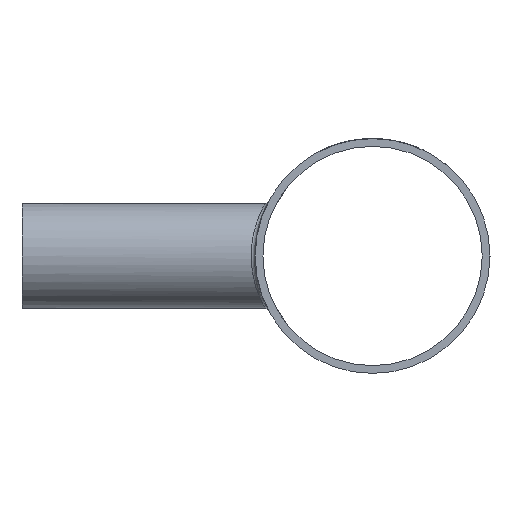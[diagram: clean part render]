
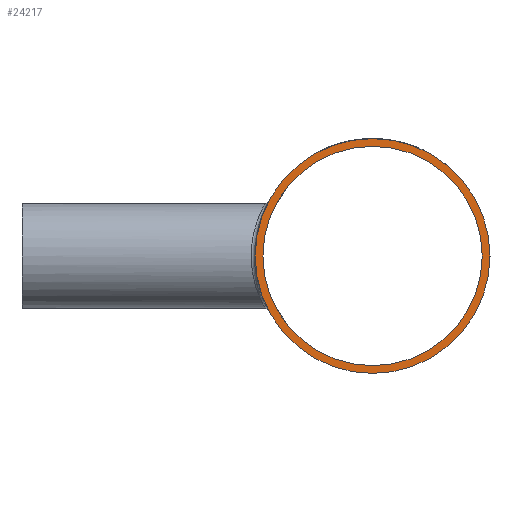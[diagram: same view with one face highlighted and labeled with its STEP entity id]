
A CAD part, left-side view. The second image highlights one B-rep face of the part: STEP entity #24217.
In plain terms, the highlighted planar face has unit normal (-1, 0, 0).
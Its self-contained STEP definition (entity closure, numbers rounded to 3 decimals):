
#575 = FACE_OUTER_BOUND ( 'NONE', #10671, .T. ) ;
#826 = DIRECTION ( 'NONE',  ( 0., 0., 1. ) ) ;
#1466 = CIRCLE ( 'NONE', #20534, 30.15 ) ;
#3748 = CIRCLE ( 'NONE', #17670, 28.15 ) ;
#5454 = ORIENTED_EDGE ( 'NONE', *, *, #12152, .T. ) ;
#5587 = CARTESIAN_POINT ( 'NONE',  ( -90., 0., 30.15 ) ) ;
#5619 = EDGE_LOOP ( 'NONE', ( #16642 ) ) ;
#6426 = CARTESIAN_POINT ( 'NONE',  ( -90., 0., 0. ) ) ;
#6960 = EDGE_CURVE ( 'NONE', #9705, #9705, #3748, .T. ) ;
#8024 = DIRECTION ( 'NONE',  ( 0., 0., 1. ) ) ;
#8300 = DIRECTION ( 'NONE',  ( -1., 0., 0. ) ) ;
#9705 = VERTEX_POINT ( 'NONE', #15052 ) ;
#10445 = DIRECTION ( 'NONE',  ( -1., 0., 0. ) ) ;
#10671 = EDGE_LOOP ( 'NONE', ( #5454 ) ) ;
#11990 = CARTESIAN_POINT ( 'NONE',  ( -90., 0., 0. ) ) ;
#12152 = EDGE_CURVE ( 'NONE', #19029, #19029, #1466, .T. ) ;
#14959 = AXIS2_PLACEMENT_3D ( 'NONE', #6426, #8300, #826 ) ;
#15052 = CARTESIAN_POINT ( 'NONE',  ( -90., 0., 28.15 ) ) ;
#16016 = FACE_BOUND ( 'NONE', #5619, .T. ) ;
#16642 = ORIENTED_EDGE ( 'NONE', *, *, #6960, .F. ) ;
#17670 = AXIS2_PLACEMENT_3D ( 'NONE', #11990, #19835, #8024 ) ;
#18035 = DIRECTION ( 'NONE',  ( 0., 0., 1. ) ) ;
#18520 = CARTESIAN_POINT ( 'NONE',  ( -90., 0., 0. ) ) ;
#19029 = VERTEX_POINT ( 'NONE', #5587 ) ;
#19835 = DIRECTION ( 'NONE',  ( -1., 0., 0. ) ) ;
#19970 = PLANE ( 'NONE',  #14959 ) ;
#20534 = AXIS2_PLACEMENT_3D ( 'NONE', #18520, #10445, #18035 ) ;
#24217 = ADVANCED_FACE ( 'NONE', ( #16016, #575 ), #19970, .T. ) ;
